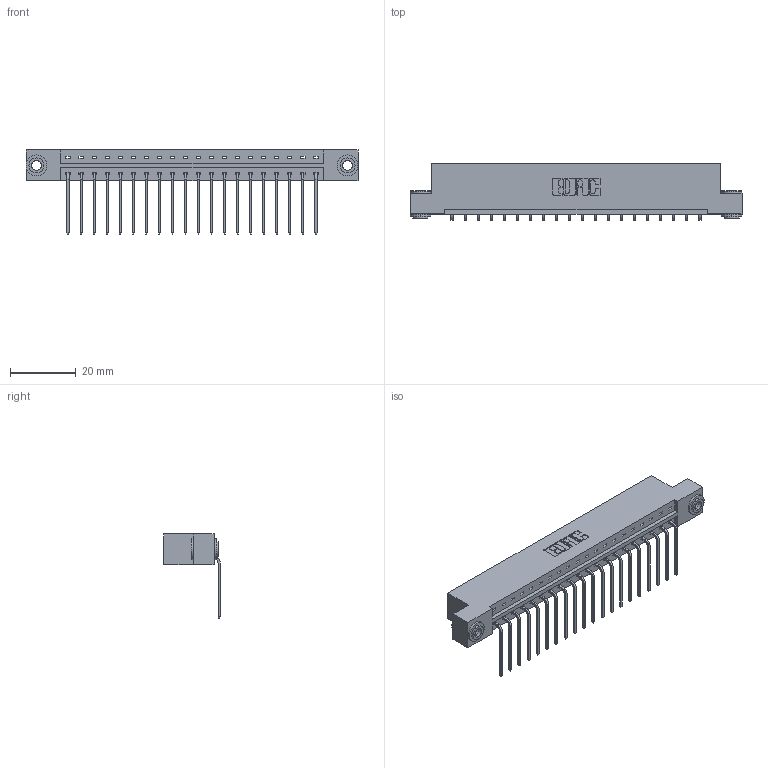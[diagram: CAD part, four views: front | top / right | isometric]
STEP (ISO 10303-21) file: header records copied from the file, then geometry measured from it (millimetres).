
FILE_DESCRIPTION (( 'STEP AP203' ), '1' );
FILE_NAME ('333-020-559-103.STEP', '2018-08-02T00:39:17', ( '' ), ( '' ), 'SwSTEP 2.0', 'SolidWorks 2016', '' );
FILE_SCHEMA (( 'CONFIG_CONTROL_DESIGN' ));
Length unit declared in the file: inch
Products named in the file (4): 333 Part_Flush - .156 Dia - TH; 345-292-001_558 559 Tail - 1; 345-250-002_345-250-002-102; 333-020-559-103
Assembly tree (23 placements, depth 2):
  333-020-559-103
    333 Part_Flush - .156 Dia - TH
    345-292-001_558 559 Tail - 1  x20
    345-250-002_345-250-002-102  x2
Bounding box: 100.79 x 17.09 x 25.53 mm (x, y, z)
Volume: 10038.9 mm3; surface area: 11354.1 mm2
Topology: 23 solids, 23 shells, 1352 faces, 4027 edges, 2654 vertices
Faces by surface type: plane 960, cylinder 384, cone 8
Entity records: 15806 total; most frequent: CARTESIAN_POINT 2709, ORIENTED_EDGE 2658, DIRECTION 2363, EDGE_CURVE 1329, VECTOR 1177, LINE 1177, VERTEX_POINT 882, AXIS2_PLACEMENT_3D 593
